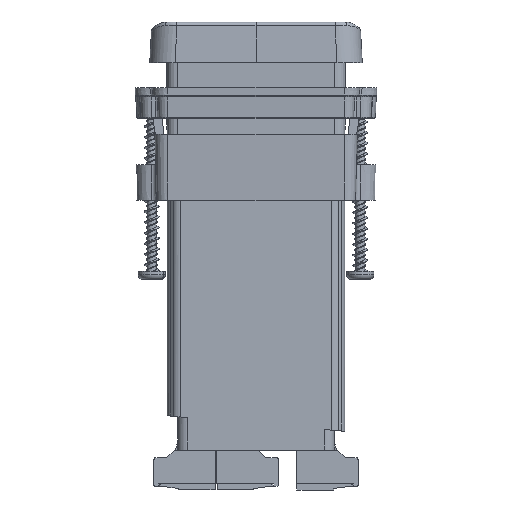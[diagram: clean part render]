
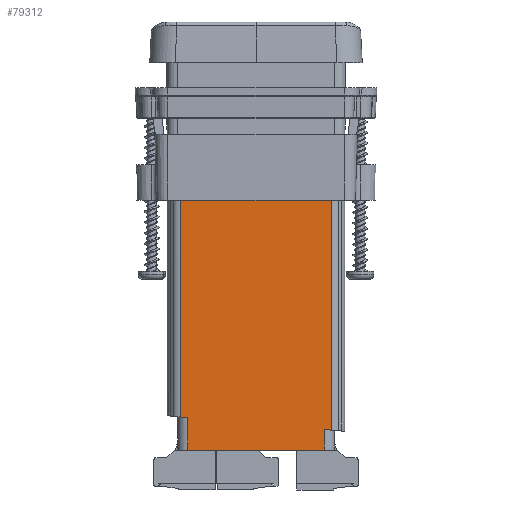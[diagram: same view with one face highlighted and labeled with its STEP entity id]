
A CAD part, front view. The second image highlights one B-rep face of the part: STEP entity #79312.
In plain terms, the highlighted planar face has unit normal (0, -1, 0).
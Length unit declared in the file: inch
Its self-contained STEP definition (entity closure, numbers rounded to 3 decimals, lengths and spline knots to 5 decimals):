
#432 = ORIENTED_EDGE ( 'NONE', *, *, #46341, .F. ) ;
#1479 = VERTEX_POINT ( 'NONE', #25060 ) ;
#3917 = CARTESIAN_POINT ( 'NONE',  ( -0.7875, -0.8775, -1.325 ) ) ;
#4340 = PLANE ( 'NONE',  #85460 ) ;
#4805 = ORIENTED_EDGE ( 'NONE', *, *, #83103, .T. ) ;
#5817 = DIRECTION ( 'NONE',  ( 1., 0., 0. ) ) ;
#6213 = ORIENTED_EDGE ( 'NONE', *, *, #71945, .T. ) ;
#8197 = DIRECTION ( 'NONE',  ( 0., 0., -1. ) ) ;
#10121 = CARTESIAN_POINT ( 'NONE',  ( -0.7875, -0.8775, -4.23 ) ) ;
#18128 = FACE_OUTER_BOUND ( 'NONE', #38334, .T. ) ;
#18486 = DIRECTION ( 'NONE',  ( 0.996, 0., -0.087 ) ) ;
#19064 = CARTESIAN_POINT ( 'NONE',  ( 0.74608, -0.8775, -4.03204 ) ) ;
#19445 = CARTESIAN_POINT ( 'NONE',  ( -0.74608, -0.8775, -4.23 ) ) ;
#21621 = ORIENTED_EDGE ( 'NONE', *, *, #180931, .F. ) ;
#22180 = VERTEX_POINT ( 'NONE', #169437 ) ;
#23844 = VERTEX_POINT ( 'NONE', #79587 ) ;
#24839 = LINE ( 'NONE', #85971, #26934 ) ;
#25060 = CARTESIAN_POINT ( 'NONE',  ( -0.8775, -0.8775, -1.66 ) ) ;
#26934 = VECTOR ( 'NONE', #146137, 39.37008 ) ;
#30482 = LINE ( 'NONE', #151769, #124040 ) ;
#30991 = CARTESIAN_POINT ( 'NONE',  ( 0.675, -0.8775, -1.26616 ) ) ;
#31346 = LINE ( 'NONE', #146794, #170755 ) ;
#31643 = LINE ( 'NONE', #80871, #185069 ) ;
#32992 = CARTESIAN_POINT ( 'NONE',  ( -0.74608, -0.8775, -1.66 ) ) ;
#38334 = EDGE_LOOP ( 'NONE', ( #432, #146996, #148968, #99408, #6213, #61803, #21621, #163934, #4805, #187817, #126402, #141681 ) ) ;
#38346 = DIRECTION ( 'NONE',  ( 0., 0., -1. ) ) ;
#41437 = VECTOR ( 'NONE', #46837, 39.37008 ) ;
#42256 = CARTESIAN_POINT ( 'NONE',  ( 0.675, -0.8775, -4.02583 ) ) ;
#42696 = VECTOR ( 'NONE', #74059, 39.37008 ) ;
#42992 = EDGE_CURVE ( 'NONE', #191518, #124847, #31346, .T. ) ;
#46341 = EDGE_CURVE ( 'NONE', #62602, #98682, #46750, .T. ) ;
#46509 = CARTESIAN_POINT ( 'NONE',  ( 0.8775, -0.8775, -1.66 ) ) ;
#46750 = LINE ( 'NONE', #30991, #194034 ) ;
#46837 = DIRECTION ( 'NONE',  ( 1., 0., 0. ) ) ;
#58494 = CARTESIAN_POINT ( 'NONE',  ( -0.74608, -0.8775, -1.66 ) ) ;
#58573 = DIRECTION ( 'NONE',  ( 0., 0., -1. ) ) ;
#59238 = LINE ( 'NONE', #180649, #42696 ) ;
#61803 = ORIENTED_EDGE ( 'NONE', *, *, #119831, .F. ) ;
#62602 = VERTEX_POINT ( 'NONE', #42256 ) ;
#71469 = VERTEX_POINT ( 'NONE', #58494 ) ;
#71945 = EDGE_CURVE ( 'NONE', #167763, #22180, #31643, .T. ) ;
#72771 = LINE ( 'NONE', #118140, #190246 ) ;
#74059 = DIRECTION ( 'NONE',  ( 1., 0., 0. ) ) ;
#79312 = ADVANCED_FACE ( 'NONE', ( #18128 ), #4340, .T. ) ;
#79587 = CARTESIAN_POINT ( 'NONE',  ( -0.8775, -0.8775, -1.325 ) ) ;
#80871 = CARTESIAN_POINT ( 'NONE',  ( 0.8775, -0.8775, -1.66 ) ) ;
#82481 = LINE ( 'NONE', #19445, #92872 ) ;
#83103 = EDGE_CURVE ( 'NONE', #71469, #191518, #82481, .T. ) ;
#85460 = AXIS2_PLACEMENT_3D ( 'NONE', #10121, #116560, #8197 ) ;
#85633 = VECTOR ( 'NONE', #18486, 39.37008 ) ;
#85971 = CARTESIAN_POINT ( 'NONE',  ( -0.7875, -0.8775, -4.23 ) ) ;
#88424 = EDGE_CURVE ( 'NONE', #1479, #71469, #182041, .T. ) ;
#92872 = VECTOR ( 'NONE', #142653, 39.37008 ) ;
#94552 = LINE ( 'NONE', #3917, #116223 ) ;
#98682 = VERTEX_POINT ( 'NONE', #134764 ) ;
#99408 = ORIENTED_EDGE ( 'NONE', *, *, #127554, .T. ) ;
#100646 = VERTEX_POINT ( 'NONE', #19064 ) ;
#101810 = CARTESIAN_POINT ( 'NONE',  ( -0.8775, -0.8775, -1.66 ) ) ;
#102591 = VERTEX_POINT ( 'NONE', #131179 ) ;
#107373 = DIRECTION ( 'NONE',  ( 0., 0., 1. ) ) ;
#112061 = LINE ( 'NONE', #172275, #85633 ) ;
#113744 = EDGE_CURVE ( 'NONE', #62602, #100646, #112061, .T. ) ;
#116223 = VECTOR ( 'NONE', #5817, 39.37008 ) ;
#116560 = DIRECTION ( 'NONE',  ( 0., -1., 0. ) ) ;
#118140 = CARTESIAN_POINT ( 'NONE',  ( -0.675, -0.8775, -1.26616 ) ) ;
#118257 = CARTESIAN_POINT ( 'NONE',  ( -0.675, -0.8775, -3.90772 ) ) ;
#119831 = EDGE_CURVE ( 'NONE', #23844, #22180, #94552, .T. ) ;
#124040 = VECTOR ( 'NONE', #107373, 39.37008 ) ;
#124847 = VERTEX_POINT ( 'NONE', #118257 ) ;
#124888 = EDGE_CURVE ( 'NONE', #100646, #102591, #30482, .T. ) ;
#126402 = ORIENTED_EDGE ( 'NONE', *, *, #137373, .T. ) ;
#127417 = EDGE_CURVE ( 'NONE', #134368, #98682, #24839, .T. ) ;
#127554 = EDGE_CURVE ( 'NONE', #102591, #167763, #59238, .T. ) ;
#129427 = LINE ( 'NONE', #101810, #191435 ) ;
#131179 = CARTESIAN_POINT ( 'NONE',  ( 0.74608, -0.8775, -1.66 ) ) ;
#134368 = VERTEX_POINT ( 'NONE', #163852 ) ;
#134700 = CARTESIAN_POINT ( 'NONE',  ( -0.74608, -0.8775, -3.9015 ) ) ;
#134764 = CARTESIAN_POINT ( 'NONE',  ( 0.675, -0.8775, -4.23 ) ) ;
#137373 = EDGE_CURVE ( 'NONE', #124847, #134368, #72771, .T. ) ;
#141681 = ORIENTED_EDGE ( 'NONE', *, *, #127417, .T. ) ;
#142653 = DIRECTION ( 'NONE',  ( 0., 0., -1. ) ) ;
#146137 = DIRECTION ( 'NONE',  ( 1., 0., 0. ) ) ;
#146794 = CARTESIAN_POINT ( 'NONE',  ( -0.75866, -0.8775, -3.9004 ) ) ;
#146996 = ORIENTED_EDGE ( 'NONE', *, *, #113744, .T. ) ;
#148968 = ORIENTED_EDGE ( 'NONE', *, *, #124888, .T. ) ;
#151769 = CARTESIAN_POINT ( 'NONE',  ( 0.74608, -0.8775, -4.23 ) ) ;
#161031 = DIRECTION ( 'NONE',  ( 0., 0., 1. ) ) ;
#163852 = CARTESIAN_POINT ( 'NONE',  ( -0.675, -0.8775, -4.23 ) ) ;
#163934 = ORIENTED_EDGE ( 'NONE', *, *, #88424, .T. ) ;
#164554 = DIRECTION ( 'NONE',  ( 0.996, 0., -0.087 ) ) ;
#167763 = VERTEX_POINT ( 'NONE', #46509 ) ;
#168750 = DIRECTION ( 'NONE',  ( 0., 0., 1. ) ) ;
#169437 = CARTESIAN_POINT ( 'NONE',  ( 0.8775, -0.8775, -1.325 ) ) ;
#170755 = VECTOR ( 'NONE', #164554, 39.37008 ) ;
#172275 = CARTESIAN_POINT ( 'NONE',  ( -0.52451, -0.8775, -3.92088 ) ) ;
#180649 = CARTESIAN_POINT ( 'NONE',  ( 0.74608, -0.8775, -1.66 ) ) ;
#180931 = EDGE_CURVE ( 'NONE', #1479, #23844, #129427, .T. ) ;
#182041 = LINE ( 'NONE', #32992, #41437 ) ;
#185069 = VECTOR ( 'NONE', #168750, 39.37008 ) ;
#187817 = ORIENTED_EDGE ( 'NONE', *, *, #42992, .T. ) ;
#190246 = VECTOR ( 'NONE', #38346, 39.37008 ) ;
#191435 = VECTOR ( 'NONE', #161031, 39.37008 ) ;
#191518 = VERTEX_POINT ( 'NONE', #134700 ) ;
#194034 = VECTOR ( 'NONE', #58573, 39.37008 ) ;
